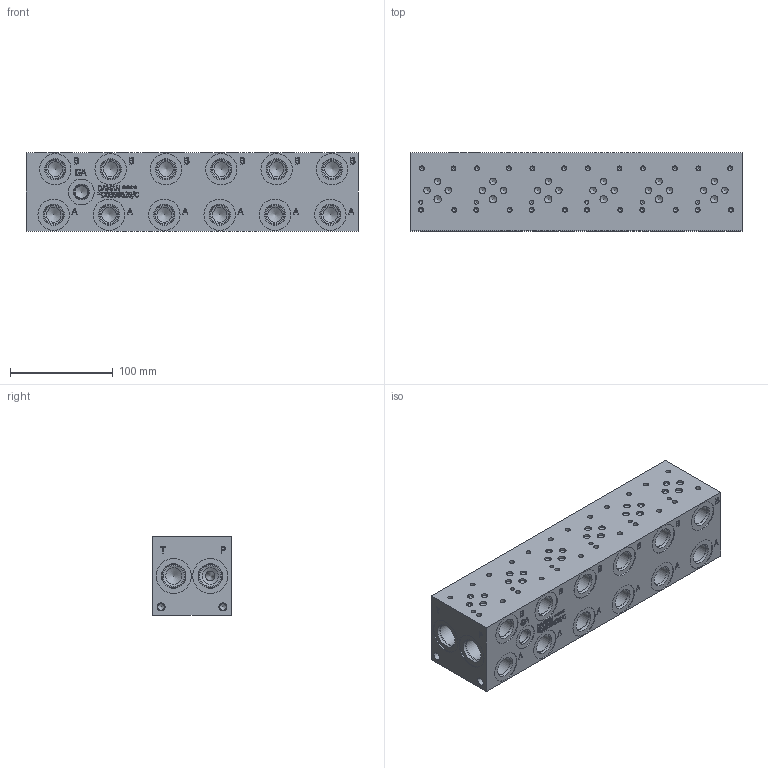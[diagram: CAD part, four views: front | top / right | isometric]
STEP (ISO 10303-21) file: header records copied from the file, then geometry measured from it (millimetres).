
FILE_DESCRIPTION(/* description */ (''),/* implementation_level */ '2;1');
FILE_NAME(/* name */ '_D03S062S_C.stp',/* time_stamp */ '2022-10-17T16:10:36-04:00',/* author */ ('mikeh'),/* organization */ (''),/* preprocessor_version */ 'ST-DEVELOPER v18',/* originating_system */ 'Autodesk Inventor 2020',/* authorisation */ '');
FILE_SCHEMA (('AUTOMOTIVE_DESIGN { 1 0 10303 214 3 1 1 }'));
Length unit declared in the file: millimetre
Products named in the file (1): Part_AD03S062S~C_3D
Bounding box: 323.85 x 76.2 x 76.2 mm (x, y, z)
Volume: 1732292.4 mm3; surface area: 146598.2 mm2
Topology: 1 solids, 1 shells, 1056 faces, 2889 edges, 1965 vertices
Faces by surface type: plane 491, bspline 251, cylinder 180, cone 134
Full cylindrical faces by diameter (mm): 3.785 x24, 3.962 x6, 4.826 x24, 6.35 x18, 6.528 x4, 7.137 x6, 7.925 x4, 12.294 x1, 12.9 x1, 14.275 x1, 14.3 x13, 14.529 x1, 15.875 x4, 15.9 x1, 17.501 x12, 19.05 x12, 19.253 x12, 20.447 x4, 20.62 x1, 22.225 x3, 22.23 x2, 22.54 x1, 22.555 x4, 23.901 x3, 25.019 x1, 30.16 x1, 30.632 x12, 34.138 x4
Entity records: 35352 total; most frequent: CARTESIAN_POINT 9098, ORIENTED_EDGE 5626, DIRECTION 4592, EDGE_CURVE 2813, VERTEX_POINT 1965, LINE 1642, VECTOR 1642, AXIS2_PLACEMENT_3D 1475
